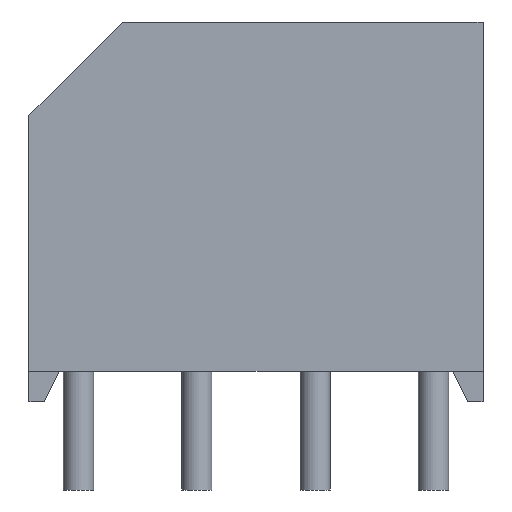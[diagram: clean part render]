
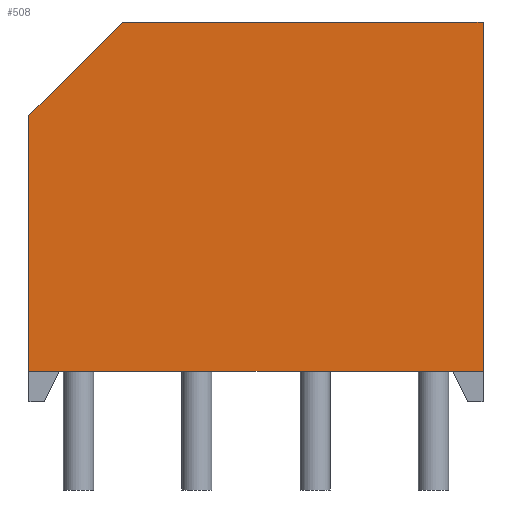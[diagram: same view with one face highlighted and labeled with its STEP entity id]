
A CAD part, front view. The second image highlights one B-rep face of the part: STEP entity #508.
In plain terms, the highlighted planar face has unit normal (0, -1, 0).
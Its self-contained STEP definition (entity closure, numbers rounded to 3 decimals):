
#445=CARTESIAN_POINT('',(-9.75,-3.25,12.3));
#446=VERTEX_POINT('',#445);
#453=CARTESIAN_POINT('',(-5.75,-3.25,16.3));
#454=VERTEX_POINT('',#453);
#455=CARTESIAN_POINT('',(-9.75,-3.25,12.3));
#456=DIRECTION('',(0.707,0.0,0.707));
#457=VECTOR('',#456,5.657);
#458=LINE('',#455,#457);
#459=EDGE_CURVE('',#446,#454,#458,.T.);
#470=CARTESIAN_POINT('',(0.,-3.25,8.8));
#471=DIRECTION('',(0.0,1.0,0.0));
#472=DIRECTION('',(0.0,0.0,1.0));
#473=AXIS2_PLACEMENT_3D('',#470,#471,#472);
#474=PLANE('',#473);
#475=ORIENTED_EDGE('',*,*,#459,.F.);
#476=CARTESIAN_POINT('',(-9.75,-3.25,1.3));
#477=VERTEX_POINT('',#476);
#478=CARTESIAN_POINT('',(-9.75,-3.25,1.3));
#479=DIRECTION('',(0.0,0.0,1.0));
#480=VECTOR('',#479,11.0);
#481=LINE('',#478,#480);
#482=EDGE_CURVE('',#477,#446,#481,.T.);
#483=ORIENTED_EDGE('',*,*,#482,.F.);
#484=CARTESIAN_POINT('',(9.75,-3.25,1.3));
#485=VERTEX_POINT('',#484);
#486=CARTESIAN_POINT('',(9.75,-3.25,1.3));
#487=DIRECTION('',(-1.0,0.0,0.0));
#488=VECTOR('',#487,19.5);
#489=LINE('',#486,#488);
#490=EDGE_CURVE('',#485,#477,#489,.T.);
#491=ORIENTED_EDGE('',*,*,#490,.F.);
#492=CARTESIAN_POINT('',(9.75,-3.25,16.3));
#493=VERTEX_POINT('',#492);
#494=CARTESIAN_POINT('',(9.75,-3.25,16.3));
#495=DIRECTION('',(0.0,0.0,-1.0));
#496=VECTOR('',#495,15.0);
#497=LINE('',#494,#496);
#498=EDGE_CURVE('',#493,#485,#497,.T.);
#499=ORIENTED_EDGE('',*,*,#498,.F.);
#500=CARTESIAN_POINT('',(-5.75,-3.25,16.3));
#501=DIRECTION('',(1.0,0.0,0.0));
#502=VECTOR('',#501,15.5);
#503=LINE('',#500,#502);
#504=EDGE_CURVE('',#454,#493,#503,.T.);
#505=ORIENTED_EDGE('',*,*,#504,.F.);
#506=EDGE_LOOP('',(#475,#483,#491,#499,#505));
#507=FACE_OUTER_BOUND('',#506,.T.);
#508=ADVANCED_FACE('',(#507),#474,.F.);
